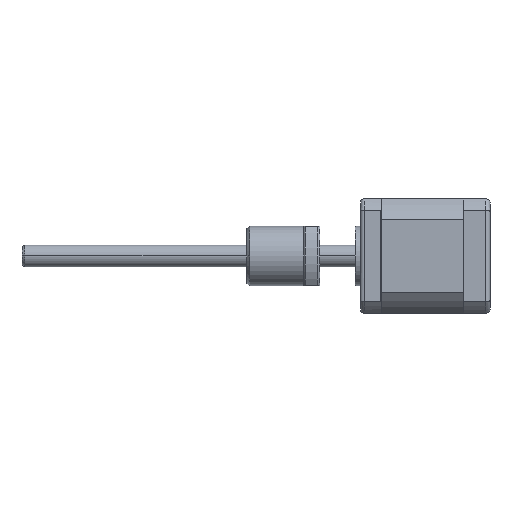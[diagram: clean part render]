
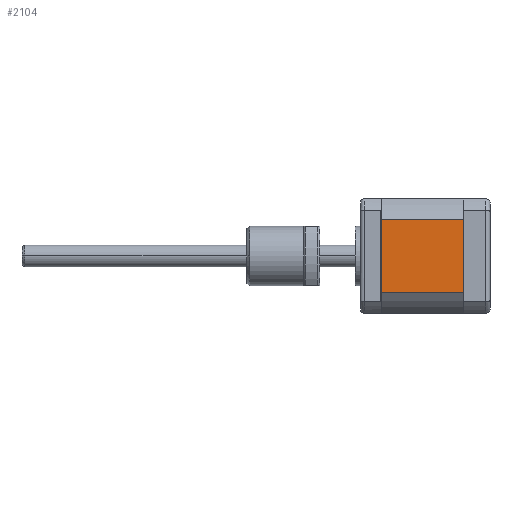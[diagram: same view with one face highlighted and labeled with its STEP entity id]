
A CAD part, left-side view. The second image highlights one B-rep face of the part: STEP entity #2104.
In plain terms, the highlighted planar face has unit normal (-1, 0, 0).
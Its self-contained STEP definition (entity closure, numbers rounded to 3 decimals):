
#53 = CARTESIAN_POINT ( 'NONE',  ( -25.809, -16.057, 3.044 ) ) ;
#289 = AXIS2_PLACEMENT_3D ( 'NONE', #10248, #2358, #7878 ) ;
#457 = VECTOR ( 'NONE', #855, 1000. ) ;
#855 = DIRECTION ( 'NONE',  ( 0., 1., 0. ) ) ;
#863 = CARTESIAN_POINT ( 'NONE',  ( -25.809, -16.057, 30.232 ) ) ;
#1142 = CARTESIAN_POINT ( 'NONE',  ( -25.809, 14.443, 3.044 ) ) ;
#1280 = LINE ( 'NONE', #6194, #5477 ) ;
#1852 = CARTESIAN_POINT ( 'NONE',  ( -25.809, -16.057, 30.232 ) ) ;
#2104 = ADVANCED_FACE ( 'NONE', ( #7612 ), #7082, .F. ) ;
#2358 = DIRECTION ( 'NONE',  ( 1., 0., 0. ) ) ;
#2529 = CARTESIAN_POINT ( 'NONE',  ( -25.809, 14.443, 3.044 ) ) ;
#2544 = ORIENTED_EDGE ( 'NONE', *, *, #3474, .T. ) ;
#2806 = LINE ( 'NONE', #53, #457 ) ;
#3474 = EDGE_CURVE ( 'NONE', #8726, #5411, #5854, .T. ) ;
#3604 = ORIENTED_EDGE ( 'NONE', *, *, #5142, .T. ) ;
#3806 = DIRECTION ( 'NONE',  ( 0., 0., -1. ) ) ;
#3850 = CARTESIAN_POINT ( 'NONE',  ( -25.809, -16.057, 3.044 ) ) ;
#4514 = VERTEX_POINT ( 'NONE', #3850 ) ;
#4971 = EDGE_CURVE ( 'NONE', #8726, #4514, #1280, .T. ) ;
#5142 = EDGE_CURVE ( 'NONE', #5411, #8895, #6093, .T. ) ;
#5411 = VERTEX_POINT ( 'NONE', #8568 ) ;
#5477 = VECTOR ( 'NONE', #3806, 1000. ) ;
#5486 = ORIENTED_EDGE ( 'NONE', *, *, #4971, .F. ) ;
#5772 = EDGE_LOOP ( 'NONE', ( #3604, #9542, #5486, #2544 ) ) ;
#5854 = LINE ( 'NONE', #1852, #6095 ) ;
#6093 = LINE ( 'NONE', #2529, #10074 ) ;
#6095 = VECTOR ( 'NONE', #6581, 1000. ) ;
#6194 = CARTESIAN_POINT ( 'NONE',  ( -25.809, -16.057, 3.044 ) ) ;
#6581 = DIRECTION ( 'NONE',  ( 0., 1., 0. ) ) ;
#6859 = EDGE_CURVE ( 'NONE', #4514, #8895, #2806, .T. ) ;
#7082 = PLANE ( 'NONE',  #289 ) ;
#7612 = FACE_OUTER_BOUND ( 'NONE', #5772, .T. ) ;
#7878 = DIRECTION ( 'NONE',  ( 0., 0., 1. ) ) ;
#8568 = CARTESIAN_POINT ( 'NONE',  ( -25.809, 14.443, 30.232 ) ) ;
#8726 = VERTEX_POINT ( 'NONE', #863 ) ;
#8895 = VERTEX_POINT ( 'NONE', #1142 ) ;
#8934 = DIRECTION ( 'NONE',  ( 0., 0., -1. ) ) ;
#9542 = ORIENTED_EDGE ( 'NONE', *, *, #6859, .F. ) ;
#10074 = VECTOR ( 'NONE', #8934, 1000. ) ;
#10248 = CARTESIAN_POINT ( 'NONE',  ( -25.809, -16.057, 3.044 ) ) ;
